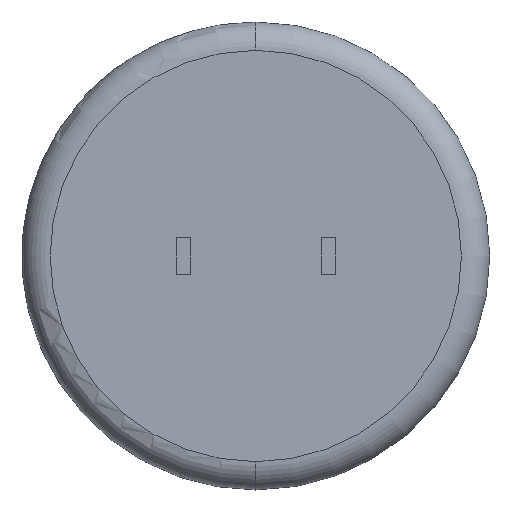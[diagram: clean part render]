
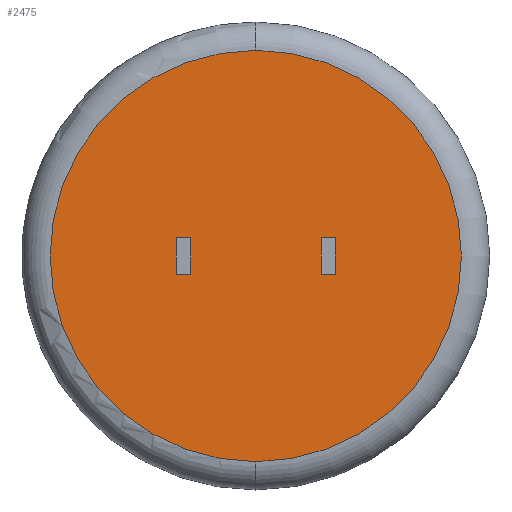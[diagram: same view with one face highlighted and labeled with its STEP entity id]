
A CAD part, front view. The second image highlights one B-rep face of the part: STEP entity #2475.
In plain terms, the highlighted planar face has unit normal (0, -1, 0).
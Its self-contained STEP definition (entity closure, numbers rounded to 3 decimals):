
#37 = VERTEX_POINT ( 'NONE', #566 ) ;
#51 = AXIS2_PLACEMENT_3D ( 'NONE', #2560, #1889, #2117 ) ;
#71 = DIRECTION ( 'NONE',  ( 0., 0., -1. ) ) ;
#90 = AXIS2_PLACEMENT_3D ( 'NONE', #1238, #2728, #2085 ) ;
#98 = ORIENTED_EDGE ( 'NONE', *, *, #833, .T. ) ;
#100 = VECTOR ( 'NONE', #1776, 1000. ) ;
#103 = ORIENTED_EDGE ( 'NONE', *, *, #662, .T. ) ;
#137 = LINE ( 'NONE', #1765, #203 ) ;
#164 = VECTOR ( 'NONE', #1876, 1000. ) ;
#203 = VECTOR ( 'NONE', #269, 1000. ) ;
#226 = CARTESIAN_POINT ( 'NONE',  ( 2.8, 0., 0. ) ) ;
#269 = DIRECTION ( 'NONE',  ( 0., 0., -1. ) ) ;
#275 = CARTESIAN_POINT ( 'NONE',  ( 2.3, 0., 0.65 ) ) ;
#309 = FACE_BOUND ( 'NONE', #1187, .T. ) ;
#345 = CARTESIAN_POINT ( 'NONE',  ( -2.8, 0., 0. ) ) ;
#385 = CARTESIAN_POINT ( 'NONE',  ( -2.8, 0., 0.65 ) ) ;
#416 = CARTESIAN_POINT ( 'NONE',  ( -2.3, 0., -0.65 ) ) ;
#423 = PLANE ( 'NONE',  #51 ) ;
#438 = LINE ( 'NONE', #226, #1678 ) ;
#446 = CARTESIAN_POINT ( 'NONE',  ( 2.3, 0., 0.65 ) ) ;
#511 = LINE ( 'NONE', #345, #2719 ) ;
#541 = FACE_OUTER_BOUND ( 'NONE', #2464, .T. ) ;
#566 = CARTESIAN_POINT ( 'NONE',  ( 0., 0., 7.25 ) ) ;
#571 = CARTESIAN_POINT ( 'NONE',  ( -2.8, 0., 0.65 ) ) ;
#578 = DIRECTION ( 'NONE',  ( 1., 0., 0. ) ) ;
#662 = EDGE_CURVE ( 'NONE', #1810, #1845, #1696, .T. ) ;
#729 = CIRCLE ( 'NONE', #812, 7.25 ) ;
#733 = ORIENTED_EDGE ( 'NONE', *, *, #851, .T. ) ;
#759 = DIRECTION ( 'NONE',  ( 1., 0., 0. ) ) ;
#765 = VECTOR ( 'NONE', #759, 1000. ) ;
#812 = AXIS2_PLACEMENT_3D ( 'NONE', #2192, #2618, #1751 ) ;
#833 = EDGE_CURVE ( 'NONE', #2170, #37, #729, .T. ) ;
#851 = EDGE_CURVE ( 'NONE', #1845, #1924, #137, .T. ) ;
#898 = EDGE_CURVE ( 'NONE', #1520, #2008, #2738, .T. ) ;
#1054 = LINE ( 'NONE', #2404, #2733 ) ;
#1108 = CARTESIAN_POINT ( 'NONE',  ( -2.8, 0., -0.65 ) ) ;
#1137 = ORIENTED_EDGE ( 'NONE', *, *, #1882, .F. ) ;
#1177 = ORIENTED_EDGE ( 'NONE', *, *, #1513, .F. ) ;
#1187 = EDGE_LOOP ( 'NONE', ( #1701, #103, #733, #1137 ) ) ;
#1238 = CARTESIAN_POINT ( 'NONE',  ( 0., 0., 0. ) ) ;
#1353 = VECTOR ( 'NONE', #578, 1000. ) ;
#1513 = EDGE_CURVE ( 'NONE', #2008, #2768, #1054, .T. ) ;
#1520 = VERTEX_POINT ( 'NONE', #1557 ) ;
#1546 = ORIENTED_EDGE ( 'NONE', *, *, #1756, .F. ) ;
#1550 = ORIENTED_EDGE ( 'NONE', *, *, #1901, .T. ) ;
#1557 = CARTESIAN_POINT ( 'NONE',  ( 2.8, 0., 0.65 ) ) ;
#1621 = CARTESIAN_POINT ( 'NONE',  ( 2.3, 0., -0.65 ) ) ;
#1663 = EDGE_LOOP ( 'NONE', ( #1177, #2527, #2079, #1546 ) ) ;
#1678 = VECTOR ( 'NONE', #2740, 1000. ) ;
#1696 = LINE ( 'NONE', #571, #765 ) ;
#1701 = ORIENTED_EDGE ( 'NONE', *, *, #2148, .T. ) ;
#1751 = DIRECTION ( 'NONE',  ( 0., 0., 1. ) ) ;
#1756 = EDGE_CURVE ( 'NONE', #2768, #2535, #2086, .T. ) ;
#1765 = CARTESIAN_POINT ( 'NONE',  ( -2.3, 0., 0.65 ) ) ;
#1776 = DIRECTION ( 'NONE',  ( -1., 0., 0. ) ) ;
#1810 = VERTEX_POINT ( 'NONE', #385 ) ;
#1845 = VERTEX_POINT ( 'NONE', #2543 ) ;
#1860 = CARTESIAN_POINT ( 'NONE',  ( -2.8, 0., -0.65 ) ) ;
#1876 = DIRECTION ( 'NONE',  ( 1., 0., 0. ) ) ;
#1882 = EDGE_CURVE ( 'NONE', #2574, #1924, #2506, .T. ) ;
#1889 = DIRECTION ( 'NONE',  ( 0., 1., 0. ) ) ;
#1901 = EDGE_CURVE ( 'NONE', #37, #2170, #2340, .T. ) ;
#1924 = VERTEX_POINT ( 'NONE', #416 ) ;
#2008 = VERTEX_POINT ( 'NONE', #446 ) ;
#2033 = CARTESIAN_POINT ( 'NONE',  ( 2.3, 0., -0.65 ) ) ;
#2079 = ORIENTED_EDGE ( 'NONE', *, *, #2508, .F. ) ;
#2085 = DIRECTION ( 'NONE',  ( 0., 0., 1. ) ) ;
#2086 = LINE ( 'NONE', #1621, #1353 ) ;
#2117 = DIRECTION ( 'NONE',  ( 0., 0., 1. ) ) ;
#2148 = EDGE_CURVE ( 'NONE', #2574, #1810, #511, .T. ) ;
#2170 = VERTEX_POINT ( 'NONE', #2656 ) ;
#2192 = CARTESIAN_POINT ( 'NONE',  ( 0., 0., 0. ) ) ;
#2340 = CIRCLE ( 'NONE', #90, 7.25 ) ;
#2378 = CARTESIAN_POINT ( 'NONE',  ( 2.8, 0., -0.65 ) ) ;
#2389 = FACE_BOUND ( 'NONE', #1663, .T. ) ;
#2404 = CARTESIAN_POINT ( 'NONE',  ( 2.3, 0., -0.65 ) ) ;
#2464 = EDGE_LOOP ( 'NONE', ( #1550, #98 ) ) ;
#2475 = ADVANCED_FACE ( 'NONE', ( #541, #309, #2389 ), #423, .F. ) ;
#2506 = LINE ( 'NONE', #1860, #164 ) ;
#2508 = EDGE_CURVE ( 'NONE', #2535, #1520, #438, .T. ) ;
#2527 = ORIENTED_EDGE ( 'NONE', *, *, #898, .F. ) ;
#2535 = VERTEX_POINT ( 'NONE', #2378 ) ;
#2543 = CARTESIAN_POINT ( 'NONE',  ( -2.3, 0., 0.65 ) ) ;
#2560 = CARTESIAN_POINT ( 'NONE',  ( 0., 0., 0. ) ) ;
#2574 = VERTEX_POINT ( 'NONE', #1108 ) ;
#2618 = DIRECTION ( 'NONE',  ( 0., -1., 0. ) ) ;
#2656 = CARTESIAN_POINT ( 'NONE',  ( 0., 0., -7.25 ) ) ;
#2687 = DIRECTION ( 'NONE',  ( 0., 0., 1. ) ) ;
#2719 = VECTOR ( 'NONE', #2687, 1000. ) ;
#2728 = DIRECTION ( 'NONE',  ( 0., -1., 0. ) ) ;
#2733 = VECTOR ( 'NONE', #71, 1000. ) ;
#2738 = LINE ( 'NONE', #275, #100 ) ;
#2740 = DIRECTION ( 'NONE',  ( 0., 0., 1. ) ) ;
#2768 = VERTEX_POINT ( 'NONE', #2033 ) ;
